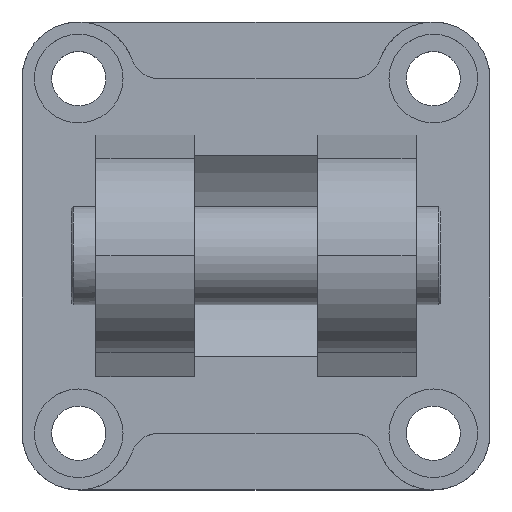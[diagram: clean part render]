
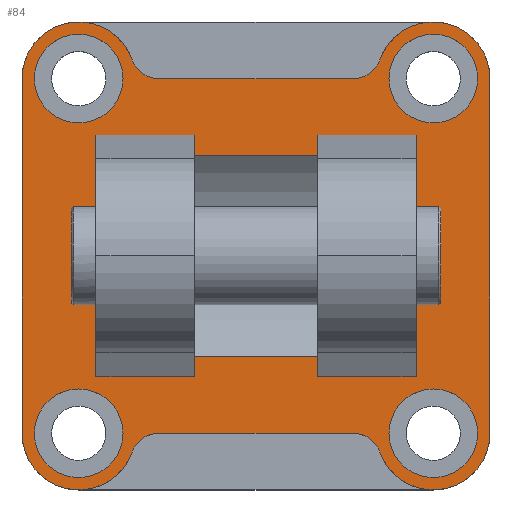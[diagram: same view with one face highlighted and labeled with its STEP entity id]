
A CAD part, top view. The second image highlights one B-rep face of the part: STEP entity #84.
In plain terms, the highlighted planar face has unit normal (0, 0, 1).
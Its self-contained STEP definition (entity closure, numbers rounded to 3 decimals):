
#84=ADVANCED_FACE('',(#201,#202,#203,#204,#205,#206),#207,.T.);
#201=FACE_BOUND('',#373,.T.);
#202=FACE_BOUND('',#374,.T.);
#203=FACE_BOUND('',#375,.T.);
#204=FACE_BOUND('',#376,.T.);
#205=FACE_BOUND('',#377,.T.);
#206=FACE_OUTER_BOUND('',#378,.T.);
#207=PLANE('',#379);
#373=EDGE_LOOP('',(#749,#750,#751,#752,#753,#754,#755,#756,#757,#758,#759,#760));
#374=EDGE_LOOP('',(#761,#762));
#375=EDGE_LOOP('',(#763,#764));
#376=EDGE_LOOP('',(#765,#766));
#377=EDGE_LOOP('',(#767,#768));
#378=EDGE_LOOP('',(#769,#770,#771,#772,#773,#774,#775,#776,#777,#778,#779,#780));
#379=AXIS2_PLACEMENT_3D('',#781,#782,#783);
#749=ORIENTED_EDGE('',*,*,#1207,.T.);
#750=ORIENTED_EDGE('',*,*,#1205,.T.);
#751=ORIENTED_EDGE('',*,*,#1192,.T.);
#752=ORIENTED_EDGE('',*,*,#1202,.T.);
#753=ORIENTED_EDGE('',*,*,#1208,.T.);
#754=ORIENTED_EDGE('',*,*,#1209,.T.);
#755=ORIENTED_EDGE('',*,*,#1210,.T.);
#756=ORIENTED_EDGE('',*,*,#1211,.T.);
#757=ORIENTED_EDGE('',*,*,#1212,.T.);
#758=ORIENTED_EDGE('',*,*,#1213,.T.);
#759=ORIENTED_EDGE('',*,*,#1214,.T.);
#760=ORIENTED_EDGE('',*,*,#1127,.T.);
#761=ORIENTED_EDGE('',*,*,#1122,.T.);
#762=ORIENTED_EDGE('',*,*,#1215,.T.);
#763=ORIENTED_EDGE('',*,*,#1114,.T.);
#764=ORIENTED_EDGE('',*,*,#1216,.T.);
#765=ORIENTED_EDGE('',*,*,#1106,.T.);
#766=ORIENTED_EDGE('',*,*,#1217,.T.);
#767=ORIENTED_EDGE('',*,*,#1098,.T.);
#768=ORIENTED_EDGE('',*,*,#1218,.T.);
#769=ORIENTED_EDGE('',*,*,#1219,.F.);
#770=ORIENTED_EDGE('',*,*,#1220,.F.);
#771=ORIENTED_EDGE('',*,*,#1221,.F.);
#772=ORIENTED_EDGE('',*,*,#1222,.F.);
#773=ORIENTED_EDGE('',*,*,#1223,.F.);
#774=ORIENTED_EDGE('',*,*,#1224,.F.);
#775=ORIENTED_EDGE('',*,*,#1225,.F.);
#776=ORIENTED_EDGE('',*,*,#1226,.F.);
#777=ORIENTED_EDGE('',*,*,#1227,.F.);
#778=ORIENTED_EDGE('',*,*,#1228,.F.);
#779=ORIENTED_EDGE('',*,*,#1229,.F.);
#780=ORIENTED_EDGE('',*,*,#1230,.F.);
#781=CARTESIAN_POINT('',(0.,0.,14.0));
#782=DIRECTION('',(0.0,0.0,1.0));
#783=DIRECTION('',(1.0,0.0,0.0));
#1098=EDGE_CURVE('',#1301,#1298,#1302,.T.);
#1106=EDGE_CURVE('',#1317,#1314,#1318,.T.);
#1114=EDGE_CURVE('',#1333,#1330,#1334,.T.);
#1122=EDGE_CURVE('',#1349,#1346,#1350,.T.);
#1127=EDGE_CURVE('',#1359,#1357,#1360,.T.);
#1192=EDGE_CURVE('',#1474,#1472,#1475,.T.);
#1202=EDGE_CURVE('',#1472,#1485,#1487,.T.);
#1205=EDGE_CURVE('',#1491,#1474,#1492,.T.);
#1207=EDGE_CURVE('',#1357,#1491,#1494,.T.);
#1208=EDGE_CURVE('',#1485,#1495,#1496,.T.);
#1209=EDGE_CURVE('',#1495,#1497,#1498,.T.);
#1210=EDGE_CURVE('',#1497,#1499,#1500,.T.);
#1211=EDGE_CURVE('',#1499,#1501,#1502,.T.);
#1212=EDGE_CURVE('',#1501,#1503,#1504,.T.);
#1213=EDGE_CURVE('',#1503,#1505,#1506,.T.);
#1214=EDGE_CURVE('',#1505,#1359,#1507,.T.);
#1215=EDGE_CURVE('',#1346,#1349,#1508,.T.);
#1216=EDGE_CURVE('',#1330,#1333,#1509,.T.);
#1217=EDGE_CURVE('',#1314,#1317,#1510,.T.);
#1218=EDGE_CURVE('',#1298,#1301,#1511,.T.);
#1219=EDGE_CURVE('',#1512,#1513,#1514,.T.);
#1220=EDGE_CURVE('',#1515,#1512,#1516,.T.);
#1221=EDGE_CURVE('',#1517,#1515,#1518,.T.);
#1222=EDGE_CURVE('',#1519,#1517,#1520,.T.);
#1223=EDGE_CURVE('',#1521,#1519,#1522,.T.);
#1224=EDGE_CURVE('',#1523,#1521,#1524,.T.);
#1225=EDGE_CURVE('',#1525,#1523,#1526,.T.);
#1226=EDGE_CURVE('',#1527,#1525,#1528,.T.);
#1227=EDGE_CURVE('',#1529,#1527,#1530,.T.);
#1228=EDGE_CURVE('',#1531,#1529,#1532,.T.);
#1229=EDGE_CURVE('',#1533,#1531,#1534,.T.);
#1230=EDGE_CURVE('',#1513,#1533,#1535,.T.);
#1298=VERTEX_POINT('',#1627);
#1301=VERTEX_POINT('',#1631);
#1302=CIRCLE('',#1632,9.0);
#1314=VERTEX_POINT('',#1647);
#1317=VERTEX_POINT('',#1651);
#1318=CIRCLE('',#1652,9.0);
#1330=VERTEX_POINT('',#1667);
#1333=VERTEX_POINT('',#1671);
#1334=CIRCLE('',#1672,9.0);
#1346=VERTEX_POINT('',#1687);
#1349=VERTEX_POINT('',#1691);
#1350=CIRCLE('',#1692,9.0);
#1357=VERTEX_POINT('',#1701);
#1359=VERTEX_POINT('',#1703);
#1360=LINE('',#1704,#1705);
#1472=VERTEX_POINT('',#1848);
#1474=VERTEX_POINT('',#1851);
#1475=LINE('',#1852,#1853);
#1485=VERTEX_POINT('',#1867);
#1487=LINE('',#1870,#1871);
#1491=VERTEX_POINT('',#1876);
#1492=LINE('',#1877,#1878);
#1494=LINE('',#1881,#1882);
#1495=VERTEX_POINT('',#1883);
#1496=LINE('',#1884,#1885);
#1497=VERTEX_POINT('',#1886);
#1498=LINE('',#1887,#1888);
#1499=VERTEX_POINT('',#1889);
#1500=LINE('',#1890,#1891);
#1501=VERTEX_POINT('',#1892);
#1502=LINE('',#1893,#1894);
#1503=VERTEX_POINT('',#1895);
#1504=LINE('',#1896,#1897);
#1505=VERTEX_POINT('',#1898);
#1506=LINE('',#1899,#1900);
#1507=LINE('',#1901,#1902);
#1508=CIRCLE('',#1903,9.0);
#1509=CIRCLE('',#1904,9.0);
#1510=CIRCLE('',#1905,9.0);
#1511=CIRCLE('',#1906,9.0);
#1512=VERTEX_POINT('',#1907);
#1513=VERTEX_POINT('',#1908);
#1514=CIRCLE('',#1909,5.75);
#1515=VERTEX_POINT('',#1910);
#1516=CIRCLE('',#1911,11.5);
#1517=VERTEX_POINT('',#1912);
#1518=LINE('',#1913,#1914);
#1519=VERTEX_POINT('',#1915);
#1520=CIRCLE('',#1916,11.5);
#1521=VERTEX_POINT('',#1917);
#1522=CIRCLE('',#1918,5.75);
#1523=VERTEX_POINT('',#1919);
#1524=LINE('',#1920,#1921);
#1525=VERTEX_POINT('',#1922);
#1526=CIRCLE('',#1923,5.75);
#1527=VERTEX_POINT('',#1924);
#1528=CIRCLE('',#1925,11.5);
#1529=VERTEX_POINT('',#1926);
#1530=LINE('',#1927,#1928);
#1531=VERTEX_POINT('',#1929);
#1532=CIRCLE('',#1930,11.5);
#1533=VERTEX_POINT('',#1931);
#1534=CIRCLE('',#1932,5.75);
#1535=LINE('',#1933,#1934);
#1627=CARTESIAN_POINT('',(-27.0,-36.0,14.0));
#1631=CARTESIAN_POINT('',(-45.0,-36.0,14.0));
#1632=AXIS2_PLACEMENT_3D('',#2054,#2055,#2056);
#1647=CARTESIAN_POINT('',(-27.0,36.0,14.0));
#1651=CARTESIAN_POINT('',(-45.0,36.0,14.0));
#1652=AXIS2_PLACEMENT_3D('',#2070,#2071,#2072);
#1667=CARTESIAN_POINT('',(45.0,-36.0,14.0));
#1671=CARTESIAN_POINT('',(27.0,-36.0,14.0));
#1672=AXIS2_PLACEMENT_3D('',#2086,#2087,#2088);
#1687=CARTESIAN_POINT('',(45.0,36.0,14.0));
#1691=CARTESIAN_POINT('',(27.0,36.0,14.0));
#1692=AXIS2_PLACEMENT_3D('',#2102,#2103,#2104);
#1701=CARTESIAN_POINT('',(12.5,20.381,14.0));
#1703=CARTESIAN_POINT('',(-12.5,20.381,14.0));
#1704=CARTESIAN_POINT('',(0.0,20.381,14.0));
#1705=VECTOR('',#2113,1.0);
#1848=CARTESIAN_POINT('',(32.5,-24.5,14.0));
#1851=CARTESIAN_POINT('',(32.5,24.5,14.0));
#1852=CARTESIAN_POINT('',(32.5,0.,14.0));
#1853=VECTOR('',#2242,1.0);
#1867=CARTESIAN_POINT('',(12.5,-24.5,14.0));
#1870=CARTESIAN_POINT('',(6.25,-24.5,14.0));
#1871=VECTOR('',#2260,1.0);
#1876=CARTESIAN_POINT('',(12.5,24.5,14.0));
#1877=CARTESIAN_POINT('',(6.25,24.5,14.0));
#1878=VECTOR('',#2265,1.0);
#1881=CARTESIAN_POINT('',(12.5,0.0,14.0));
#1882=VECTOR('',#2267,1.0);
#1883=CARTESIAN_POINT('',(12.5,-20.381,14.0));
#1884=CARTESIAN_POINT('',(12.5,0.0,14.0));
#1885=VECTOR('',#2268,1.0);
#1886=CARTESIAN_POINT('',(-12.5,-20.381,14.0));
#1887=CARTESIAN_POINT('',(0.0,-20.381,14.0));
#1888=VECTOR('',#2269,1.0);
#1889=CARTESIAN_POINT('',(-12.5,-24.5,14.0));
#1890=CARTESIAN_POINT('',(-12.5,0.0,14.0));
#1891=VECTOR('',#2270,1.0);
#1892=CARTESIAN_POINT('',(-32.5,-24.5,14.0));
#1893=CARTESIAN_POINT('',(-6.25,-24.5,14.0));
#1894=VECTOR('',#2271,1.0);
#1895=CARTESIAN_POINT('',(-32.5,24.5,14.0));
#1896=CARTESIAN_POINT('',(-32.5,0.0,14.0));
#1897=VECTOR('',#2272,1.0);
#1898=CARTESIAN_POINT('',(-12.5,24.5,14.0));
#1899=CARTESIAN_POINT('',(-6.25,24.5,14.0));
#1900=VECTOR('',#2273,1.0);
#1901=CARTESIAN_POINT('',(-12.5,0.0,14.0));
#1902=VECTOR('',#2274,1.0);
#1903=AXIS2_PLACEMENT_3D('',#2275,#2276,#2277);
#1904=AXIS2_PLACEMENT_3D('',#2278,#2279,#2280);
#1905=AXIS2_PLACEMENT_3D('',#2281,#2282,#2283);
#1906=AXIS2_PLACEMENT_3D('',#2284,#2285,#2286);
#1907=CARTESIAN_POINT('',(-25.158,39.833,14.0));
#1908=CARTESIAN_POINT('',(-19.737,36.0,14.0));
#1909=AXIS2_PLACEMENT_3D('',#2287,#2288,#2289);
#1910=CARTESIAN_POINT('',(-47.5,36.0,14.0));
#1911=AXIS2_PLACEMENT_3D('',#2290,#2291,#2292);
#1912=CARTESIAN_POINT('',(-47.5,-36.0,14.0));
#1913=CARTESIAN_POINT('',(-47.5,-36.0,14.0));
#1914=VECTOR('',#2293,1.0);
#1915=CARTESIAN_POINT('',(-25.158,-39.833,14.0));
#1916=AXIS2_PLACEMENT_3D('',#2294,#2295,#2296);
#1917=CARTESIAN_POINT('',(-19.737,-36.0,14.0));
#1918=AXIS2_PLACEMENT_3D('',#2297,#2298,#2299);
#1919=CARTESIAN_POINT('',(19.737,-36.0,14.0));
#1920=CARTESIAN_POINT('',(19.737,-36.0,14.0));
#1921=VECTOR('',#2300,1.0);
#1922=CARTESIAN_POINT('',(25.158,-39.833,14.0));
#1923=AXIS2_PLACEMENT_3D('',#2301,#2302,#2303);
#1924=CARTESIAN_POINT('',(47.5,-36.0,14.0));
#1925=AXIS2_PLACEMENT_3D('',#2304,#2305,#2306);
#1926=CARTESIAN_POINT('',(47.5,36.0,14.0));
#1927=CARTESIAN_POINT('',(47.5,36.0,14.0));
#1928=VECTOR('',#2307,1.0);
#1929=CARTESIAN_POINT('',(25.158,39.833,14.0));
#1930=AXIS2_PLACEMENT_3D('',#2308,#2309,#2310);
#1931=CARTESIAN_POINT('',(19.737,36.0,14.0));
#1932=AXIS2_PLACEMENT_3D('',#2311,#2312,#2313);
#1933=CARTESIAN_POINT('',(-19.737,36.0,14.0));
#1934=VECTOR('',#2314,1.0);
#2054=CARTESIAN_POINT('',(-36.0,-36.0,14.0));
#2055=DIRECTION('',(0.0,0.0,-1.0));
#2056=DIRECTION('',(1.0,0.0,0.0));
#2070=CARTESIAN_POINT('',(-36.0,36.0,14.0));
#2071=DIRECTION('',(0.0,0.0,-1.0));
#2072=DIRECTION('',(1.0,0.0,0.0));
#2086=CARTESIAN_POINT('',(36.0,-36.0,14.0));
#2087=DIRECTION('',(0.0,0.0,-1.0));
#2088=DIRECTION('',(1.0,0.0,0.0));
#2102=CARTESIAN_POINT('',(36.0,36.0,14.0));
#2103=DIRECTION('',(0.0,0.0,-1.0));
#2104=DIRECTION('',(1.0,0.0,0.0));
#2113=DIRECTION('',(1.0,-0.0,-0.0));
#2242=DIRECTION('',(0.,-1.0,0.0));
#2260=DIRECTION('',(-1.0,0.,0.0));
#2265=DIRECTION('',(1.0,0.,0.0));
#2267=DIRECTION('',(0.,1.0,-0.0));
#2268=DIRECTION('',(0.,1.0,-0.0));
#2269=DIRECTION('',(-1.0,0.0,0.0));
#2270=DIRECTION('',(0.0,-1.0,0.0));
#2271=DIRECTION('',(-1.0,0.,0.0));
#2272=DIRECTION('',(0.0,1.0,-0.0));
#2273=DIRECTION('',(1.0,0.,0.0));
#2274=DIRECTION('',(0.0,-1.0,0.0));
#2275=CARTESIAN_POINT('',(36.0,36.0,14.0));
#2276=DIRECTION('',(0.0,0.0,-1.0));
#2277=DIRECTION('',(1.0,0.0,0.0));
#2278=CARTESIAN_POINT('',(36.0,-36.0,14.0));
#2279=DIRECTION('',(0.0,0.0,-1.0));
#2280=DIRECTION('',(1.0,0.0,0.0));
#2281=CARTESIAN_POINT('',(-36.0,36.0,14.0));
#2282=DIRECTION('',(0.0,0.0,-1.0));
#2283=DIRECTION('',(1.0,0.0,0.0));
#2284=CARTESIAN_POINT('',(-36.0,-36.0,14.0));
#2285=DIRECTION('',(0.0,0.0,-1.0));
#2286=DIRECTION('',(1.0,0.0,0.0));
#2287=CARTESIAN_POINT('',(-19.737,41.75,14.0));
#2288=DIRECTION('',(0.0,0.0,1.0));
#2289=DIRECTION('',(1.0,0.0,0.0));
#2290=CARTESIAN_POINT('',(-36.0,36.0,14.0));
#2291=DIRECTION('',(0.0,0.0,-1.0));
#2292=DIRECTION('',(1.0,0.0,0.0));
#2293=DIRECTION('',(0.0,1.0,0.0));
#2294=CARTESIAN_POINT('',(-36.0,-36.0,14.0));
#2295=DIRECTION('',(0.0,0.0,-1.0));
#2296=DIRECTION('',(1.0,0.0,0.0));
#2297=CARTESIAN_POINT('',(-19.737,-41.75,14.0));
#2298=DIRECTION('',(0.0,0.0,1.0));
#2299=DIRECTION('',(1.0,0.0,0.0));
#2300=DIRECTION('',(-1.0,0.0,0.0));
#2301=CARTESIAN_POINT('',(19.737,-41.75,14.0));
#2302=DIRECTION('',(0.0,0.0,1.0));
#2303=DIRECTION('',(1.0,0.0,0.0));
#2304=CARTESIAN_POINT('',(36.0,-36.0,14.0));
#2305=DIRECTION('',(0.0,0.0,-1.0));
#2306=DIRECTION('',(1.0,0.0,0.0));
#2307=DIRECTION('',(0.0,-1.0,0.0));
#2308=CARTESIAN_POINT('',(36.0,36.0,14.0));
#2309=DIRECTION('',(0.0,0.0,-1.0));
#2310=DIRECTION('',(1.0,0.0,0.0));
#2311=CARTESIAN_POINT('',(19.737,41.75,14.0));
#2312=DIRECTION('',(0.0,0.0,1.0));
#2313=DIRECTION('',(1.0,0.0,0.0));
#2314=DIRECTION('',(1.0,0.0,0.0));
